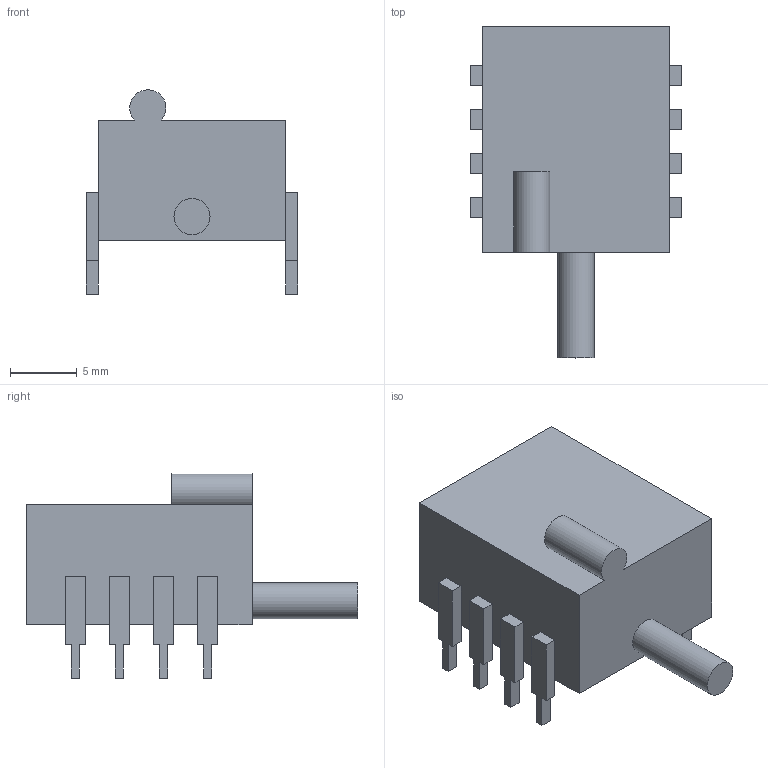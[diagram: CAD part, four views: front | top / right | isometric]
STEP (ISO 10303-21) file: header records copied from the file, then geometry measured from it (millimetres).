
FILE_DESCRIPTION(/* description */ (''),/* implementation_level */ '2;1');
FILE_NAME(/* name */ 'capteurpressionASDX001D44R-recenter.stp',/* time_stamp */ '2020-04-19T14:51:19-04:00',/* author */ ('huesof'),/* organization */ (''),/* preprocessor_version */ 'ST-DEVELOPER v18',/* originating_system */ 'Autodesk Inventor 2020',/* authorisation */ '');
FILE_SCHEMA (('AUTOMOTIVE_DESIGN { 1 0 10303 214 3 1 1 }','PROCESS_PLANNING_SCHEMA'));
Length unit declared in the file: millimetre
Products named in the file (1): capteurpressionASDX001D44R-recenter
Bounding box: 15.8 x 24.8 x 15.27 mm (x, y, z)
Volume: 2271.4 mm3; surface area: 1323.6 mm2
Topology: 1 solids, 1 shells, 90 faces, 246 edges, 159 vertices
Faces by surface type: plane 88, cylinder 2
Full cylindrical faces by diameter (mm): 2.7 x1
Entity records: 2835 total; most frequent: CARTESIAN_POINT 496, ORIENTED_EDGE 492, DIRECTION 433, EDGE_CURVE 246, LINE 241, VECTOR 241, VERTEX_POINT 159, AXIS2_PLACEMENT_3D 96
